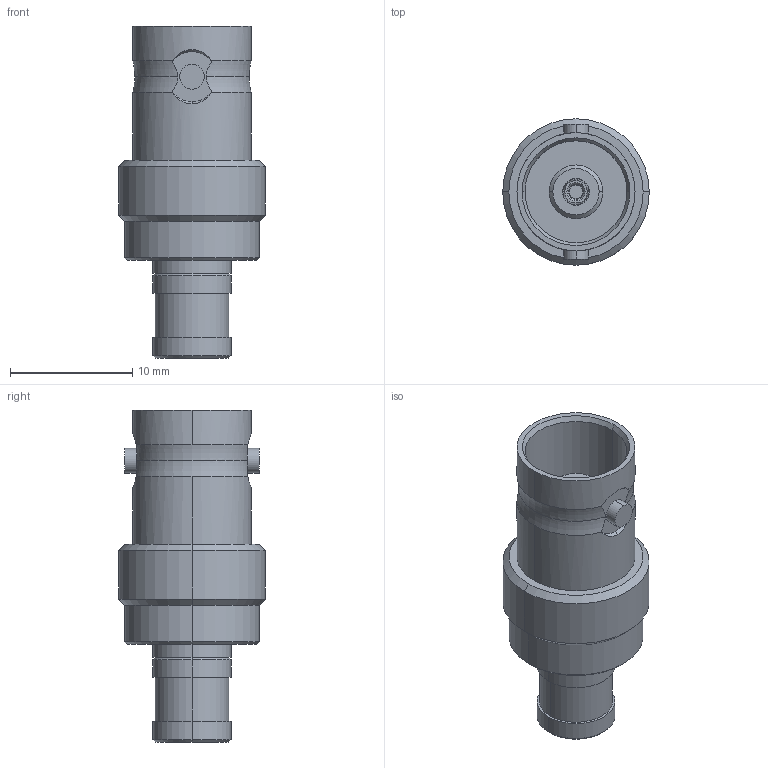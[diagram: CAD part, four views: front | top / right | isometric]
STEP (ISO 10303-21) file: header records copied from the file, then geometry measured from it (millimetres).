
FILE_DESCRIPTION (( 'STEP AP214' ), '1' );
FILE_NAME ('J01008F0013.STEP', '2013-02-05T10:48:45', ( 'Wartung1' ), ( '' ), 'SwSTEP 2.0', 'SolidWorks 2012', '' );
FILE_SCHEMA (( 'AUTOMOTIVE_DESIGN' ));
Length unit declared in the file: millimetre
Products named in the file (1): J01008F0013
Bounding box: 12 x 12 x 27.2 mm (x, y, z)
Volume: 1515.4 mm3; surface area: 1461.4 mm2
Topology: 1 solids, 1 shells, 184 faces, 445 edges, 289 vertices
Faces by surface type: cylinder 68, plane 54, cone 36, torus 26
Entity records: 7617 total; most frequent: CARTESIAN_POINT 1307, DIRECTION 904, ORIENTED_EDGE 890, EDGE_CURVE 445, AXIS2_PLACEMENT_3D 368, VERTEX_POINT 289, EDGE_LOOP 210, FACE_OUTER_BOUND 184
